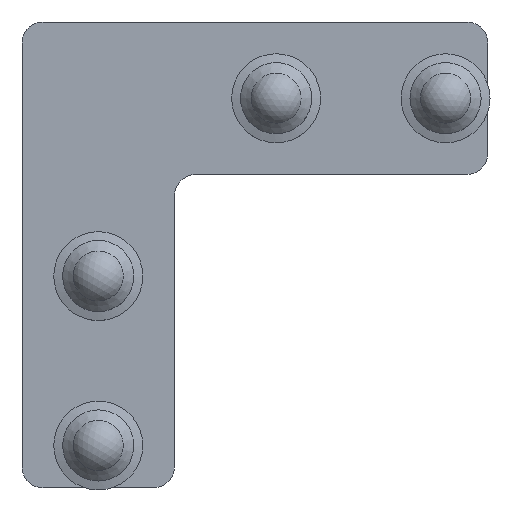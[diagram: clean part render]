
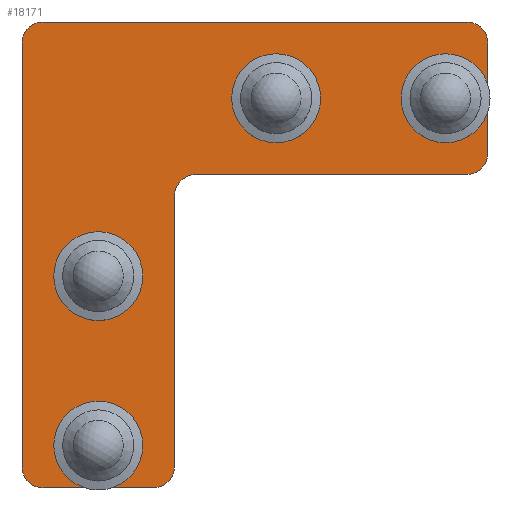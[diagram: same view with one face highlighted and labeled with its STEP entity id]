
A CAD part, top view. The second image highlights one B-rep face of the part: STEP entity #18171.
In plain terms, the highlighted face is planar.
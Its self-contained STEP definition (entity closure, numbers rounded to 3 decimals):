
#9576=VECTOR('',#15236,1.);
#9577=VECTOR('',#15239,1.);
#9578=VECTOR('',#15242,1.);
#9579=VECTOR('',#15245,1.);
#9580=VECTOR('',#15248,1.);
#9581=VECTOR('',#15251,1.);
#10088=LINE('',#18575,#9576);
#10089=LINE('',#18579,#9577);
#10090=LINE('',#18583,#9578);
#10091=LINE('',#18587,#9579);
#10092=LINE('',#18591,#9580);
#10093=LINE('',#18595,#9581);
#10600=PLANE('',#17319);
#10854=ORIENTED_EDGE('',*,*,#13458,.F.);
#10855=ORIENTED_EDGE('',*,*,#13459,.T.);
#10856=ORIENTED_EDGE('',*,*,#13460,.F.);
#10857=ORIENTED_EDGE('',*,*,#13461,.T.);
#10858=ORIENTED_EDGE('',*,*,#13462,.F.);
#10859=ORIENTED_EDGE('',*,*,#13463,.T.);
#10860=ORIENTED_EDGE('',*,*,#13464,.F.);
#10861=ORIENTED_EDGE('',*,*,#13465,.T.);
#10862=ORIENTED_EDGE('',*,*,#13466,.T.);
#10863=ORIENTED_EDGE('',*,*,#13467,.T.);
#10864=ORIENTED_EDGE('',*,*,#13468,.T.);
#10865=ORIENTED_EDGE('',*,*,#13469,.T.);
#10866=ORIENTED_EDGE('',*,*,#13456,.F.);
#10867=ORIENTED_EDGE('',*,*,#13470,.F.);
#10868=ORIENTED_EDGE('',*,*,#13471,.F.);
#10869=ORIENTED_EDGE('',*,*,#13472,.F.);
#12676=CIRCLE('',#17317,4.5);
#12678=CIRCLE('',#17320,5.);
#12679=CIRCLE('',#17321,5.);
#12680=CIRCLE('',#17322,5.);
#12681=CIRCLE('',#17323,5.);
#12682=CIRCLE('',#17324,5.);
#12683=CIRCLE('',#17325,5.);
#12684=CIRCLE('',#17326,4.5);
#12685=CIRCLE('',#17327,4.5);
#12686=CIRCLE('',#17328,4.5);
#12844=VERTEX_POINT('',#18568);
#12846=VERTEX_POINT('',#18573);
#12847=VERTEX_POINT('',#18574);
#12848=VERTEX_POINT('',#18576);
#12849=VERTEX_POINT('',#18578);
#12850=VERTEX_POINT('',#18580);
#12851=VERTEX_POINT('',#18582);
#12852=VERTEX_POINT('',#18584);
#12853=VERTEX_POINT('',#18586);
#12854=VERTEX_POINT('',#18588);
#12855=VERTEX_POINT('',#18590);
#12856=VERTEX_POINT('',#18592);
#12857=VERTEX_POINT('',#18594);
#12858=VERTEX_POINT('',#18597);
#12859=VERTEX_POINT('',#18599);
#12860=VERTEX_POINT('',#18601);
#13456=EDGE_CURVE('',#12844,#12844,#12676,.T.);
#13458=EDGE_CURVE('',#12846,#12847,#10088,.T.);
#13459=EDGE_CURVE('',#12846,#12848,#12678,.T.);
#13460=EDGE_CURVE('',#12849,#12848,#10089,.T.);
#13461=EDGE_CURVE('',#12849,#12850,#12679,.T.);
#13462=EDGE_CURVE('',#12851,#12850,#10090,.T.);
#13463=EDGE_CURVE('',#12851,#12852,#12680,.T.);
#13464=EDGE_CURVE('',#12853,#12852,#10091,.T.);
#13465=EDGE_CURVE('',#12853,#12854,#12681,.T.);
#13466=EDGE_CURVE('',#12854,#12855,#10092,.T.);
#13467=EDGE_CURVE('',#12855,#12856,#12682,.T.);
#13468=EDGE_CURVE('',#12856,#12857,#10093,.T.);
#13469=EDGE_CURVE('',#12857,#12847,#12683,.T.);
#13470=EDGE_CURVE('',#12858,#12858,#12684,.T.);
#13471=EDGE_CURVE('',#12859,#12859,#12685,.T.);
#13472=EDGE_CURVE('',#12860,#12860,#12686,.T.);
#14370=EDGE_LOOP('',(#10854,#10855,#10856,#10857,#10858,#10859,#10860,#10861,
#10862,#10863,#10864,#10865));
#14371=EDGE_LOOP('',(#10866));
#14372=EDGE_LOOP('',(#10867));
#14373=EDGE_LOOP('',(#10868));
#14374=EDGE_LOOP('',(#10869));
#14800=FACE_BOUND('',#14370,.T.);
#14801=FACE_BOUND('',#14371,.T.);
#14802=FACE_BOUND('',#14372,.T.);
#14803=FACE_BOUND('',#14373,.T.);
#14804=FACE_BOUND('',#14374,.T.);
#15230=DIRECTION('',(0.,0.,-1.));
#15231=DIRECTION('',(0.,-4.5,0.));
#15234=DIRECTION('',(0.,0.,-1.));
#15235=DIRECTION('',(0.,1.,0.));
#15236=DIRECTION('',(0.,64.,0.));
#15237=DIRECTION('',(0.,0.,1.));
#15238=DIRECTION('',(0.,5.,0.));
#15239=DIRECTION('',(-64.,0.,0.));
#15240=DIRECTION('',(0.,0.,-1.));
#15241=DIRECTION('',(0.,-5.,0.));
#15242=DIRECTION('',(0.,26.,0.));
#15243=DIRECTION('',(0.,0.,-1.));
#15244=DIRECTION('',(0.,-5.,0.));
#15245=DIRECTION('',(100.,0.,0.));
#15246=DIRECTION('',(0.,0.,-1.));
#15247=DIRECTION('',(0.,-5.,0.));
#15248=DIRECTION('',(0.,100.,0.));
#15249=DIRECTION('',(0.,0.,-1.));
#15250=DIRECTION('',(0.,-5.,0.));
#15251=DIRECTION('',(26.,0.,0.));
#15252=DIRECTION('',(0.,0.,-1.));
#15253=DIRECTION('',(0.,-5.,0.));
#15254=DIRECTION('',(0.,0.,-1.));
#15255=DIRECTION('',(0.,-4.5,0.));
#15256=DIRECTION('',(0.,0.,-1.));
#15257=DIRECTION('',(0.,-4.5,0.));
#15258=DIRECTION('',(0.,0.,-1.));
#15259=DIRECTION('',(0.,-4.5,0.));
#17317=AXIS2_PLACEMENT_3D('',#18569,#15230,#15231);
#17319=AXIS2_PLACEMENT_3D('',#18572,#15234,#15235);
#17320=AXIS2_PLACEMENT_3D('',#18577,#15237,#15238);
#17321=AXIS2_PLACEMENT_3D('',#18581,#15240,#15241);
#17322=AXIS2_PLACEMENT_3D('',#18585,#15243,#15244);
#17323=AXIS2_PLACEMENT_3D('',#18589,#15246,#15247);
#17324=AXIS2_PLACEMENT_3D('',#18593,#15249,#15250);
#17325=AXIS2_PLACEMENT_3D('',#18596,#15252,#15253);
#17326=AXIS2_PLACEMENT_3D('',#18598,#15254,#15255);
#17327=AXIS2_PLACEMENT_3D('',#18600,#15256,#15257);
#17328=AXIS2_PLACEMENT_3D('',#18602,#15258,#15259);
#18171=ADVANCED_FACE('',(#14800,#14801,#14802,#14803,#14804),#10600,.T.);
#18568=CARTESIAN_POINT('',(75.933,43.452,0.));
#18569=CARTESIAN_POINT('',(75.933,47.952,0.));
#18572=CARTESIAN_POINT('',(57.933,-12.048,0.));
#18573=CARTESIAN_POINT('',(93.933,28.952,0.));
#18574=CARTESIAN_POINT('',(93.933,92.952,0.));
#18575=CARTESIAN_POINT('',(93.933,28.952,0.));
#18576=CARTESIAN_POINT('',(98.933,23.952,0.));
#18577=CARTESIAN_POINT('',(98.933,28.952,0.));
#18578=CARTESIAN_POINT('',(162.933,23.952,0.));
#18579=CARTESIAN_POINT('',(162.933,23.952,0.));
#18580=CARTESIAN_POINT('',(167.933,18.952,0.));
#18581=CARTESIAN_POINT('',(162.933,18.952,0.));
#18582=CARTESIAN_POINT('',(167.933,-7.048,0.));
#18583=CARTESIAN_POINT('',(167.933,-7.048,0.));
#18584=CARTESIAN_POINT('',(162.933,-12.048,0.));
#18585=CARTESIAN_POINT('',(162.933,-7.048,0.));
#18586=CARTESIAN_POINT('',(62.933,-12.048,0.));
#18587=CARTESIAN_POINT('',(62.933,-12.048,0.));
#18588=CARTESIAN_POINT('',(57.933,-7.048,0.));
#18589=CARTESIAN_POINT('',(62.933,-7.048,0.));
#18590=CARTESIAN_POINT('',(57.933,92.952,0.));
#18591=CARTESIAN_POINT('',(57.933,-7.048,0.));
#18592=CARTESIAN_POINT('',(62.933,97.952,0.));
#18593=CARTESIAN_POINT('',(62.933,92.952,0.));
#18594=CARTESIAN_POINT('',(88.933,97.952,0.));
#18595=CARTESIAN_POINT('',(62.933,97.952,0.));
#18596=CARTESIAN_POINT('',(88.933,92.952,0.));
#18597=CARTESIAN_POINT('',(75.933,83.452,0.));
#18598=CARTESIAN_POINT('',(75.933,87.952,0.));
#18599=CARTESIAN_POINT('',(157.933,1.452,0.));
#18600=CARTESIAN_POINT('',(157.933,5.952,0.));
#18601=CARTESIAN_POINT('',(117.933,1.452,0.));
#18602=CARTESIAN_POINT('',(117.933,5.952,0.));
